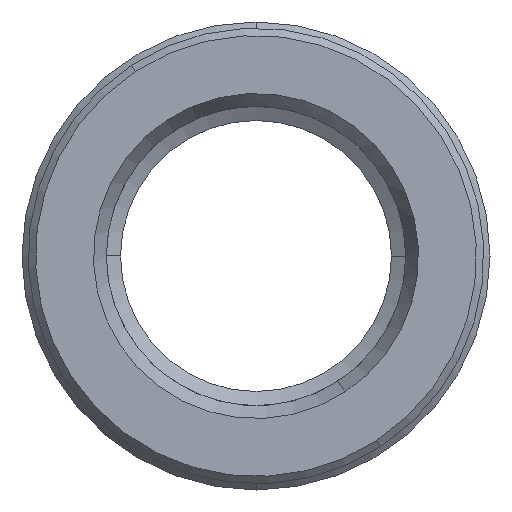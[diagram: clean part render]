
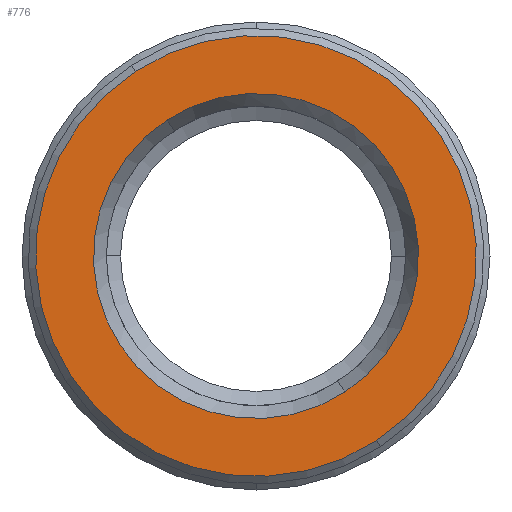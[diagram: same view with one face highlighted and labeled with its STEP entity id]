
A CAD part, front view. The second image highlights one B-rep face of the part: STEP entity #776.
In plain terms, the highlighted planar face has unit normal (0, -1, 0).
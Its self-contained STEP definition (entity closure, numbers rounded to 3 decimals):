
#58 = FACE_OUTER_BOUND ( 'NONE', #861, .T. ) ;
#61 = FACE_BOUND ( 'NONE', #792, .T. ) ;
#64 = DIRECTION ( 'NONE',  ( 0., -1., 0. ) ) ;
#66 = DIRECTION ( 'NONE',  ( -0.547, 0., 0.837 ) ) ;
#73 = PLANE ( 'NONE',  #75 ) ;
#74 = CARTESIAN_POINT ( 'NONE',  ( -7.493, -20.4, -4.895 ) ) ;
#75 = AXIS2_PLACEMENT_3D ( 'NONE', #74, #64, #66 ) ;
#99 = CIRCLE ( 'NONE', #104, 6.6 ) ;
#100 = CARTESIAN_POINT ( 'NONE',  ( 0., -20.4, 0. ) ) ;
#101 = DIRECTION ( 'NONE',  ( 0.547, 0., -0.837 ) ) ;
#103 = DIRECTION ( 'NONE',  ( 0., 1., 0. ) ) ;
#104 = AXIS2_PLACEMENT_3D ( 'NONE', #100, #103, #101 ) ;
#191 = AXIS2_PLACEMENT_3D ( 'NONE', #203, #199, #198 ) ;
#192 = CIRCLE ( 'NONE', #191, 8.95 ) ;
#198 = DIRECTION ( 'NONE',  ( 0.547, 0., -0.837 ) ) ;
#199 = DIRECTION ( 'NONE',  ( 0., 1., 0. ) ) ;
#203 = CARTESIAN_POINT ( 'NONE',  ( 0., -20.4, 0. ) ) ;
#368 = VERTEX_POINT ( 'NONE', #935 ) ;
#369 = EDGE_CURVE ( 'NONE', #472, #368, #947, .T. ) ;
#472 = VERTEX_POINT ( 'NONE', #1137 ) ;
#699 = VERTEX_POINT ( 'NONE', #1532 ) ;
#700 = VERTEX_POINT ( 'NONE', #1531 ) ;
#701 = EDGE_CURVE ( 'NONE', #699, #700, #1546, .T. ) ;
#776 = ADVANCED_FACE ( 'NONE', ( #61, #58 ), #73, .T. ) ;
#777 = ORIENTED_EDGE ( 'NONE', *, *, #369, .T. ) ;
#792 = EDGE_LOOP ( 'NONE', ( #777, #802 ) ) ;
#801 = EDGE_CURVE ( 'NONE', #368, #472, #99, .T. ) ;
#802 = ORIENTED_EDGE ( 'NONE', *, *, #801, .T. ) ;
#857 = ORIENTED_EDGE ( 'NONE', *, *, #701, .F. ) ;
#861 = EDGE_LOOP ( 'NONE', ( #857, #865 ) ) ;
#865 = ORIENTED_EDGE ( 'NONE', *, *, #866, .F. ) ;
#866 = EDGE_CURVE ( 'NONE', #700, #699, #192, .T. ) ;
#935 = CARTESIAN_POINT ( 'NONE',  ( 3.61, -20.4, -5.525 ) ) ;
#940 = DIRECTION ( 'NONE',  ( 0.547, 0., -0.837 ) ) ;
#941 = DIRECTION ( 'NONE',  ( 0., 1., 0. ) ) ;
#945 = CARTESIAN_POINT ( 'NONE',  ( 0., -20.4, 0. ) ) ;
#946 = AXIS2_PLACEMENT_3D ( 'NONE', #945, #941, #940 ) ;
#947 = CIRCLE ( 'NONE', #946, 6.6 ) ;
#1137 = CARTESIAN_POINT ( 'NONE',  ( -3.61, -20.4, 5.525 ) ) ;
#1526 = DIRECTION ( 'NONE',  ( 0.547, 0., -0.837 ) ) ;
#1531 = CARTESIAN_POINT ( 'NONE',  ( -4.895, -20.4, 7.493 ) ) ;
#1532 = CARTESIAN_POINT ( 'NONE',  ( 4.895, -20.4, -7.493 ) ) ;
#1543 = DIRECTION ( 'NONE',  ( 0., 1., 0. ) ) ;
#1544 = CARTESIAN_POINT ( 'NONE',  ( 0., -20.4, 0. ) ) ;
#1545 = AXIS2_PLACEMENT_3D ( 'NONE', #1544, #1543, #1526 ) ;
#1546 = CIRCLE ( 'NONE', #1545, 8.95 ) ;
